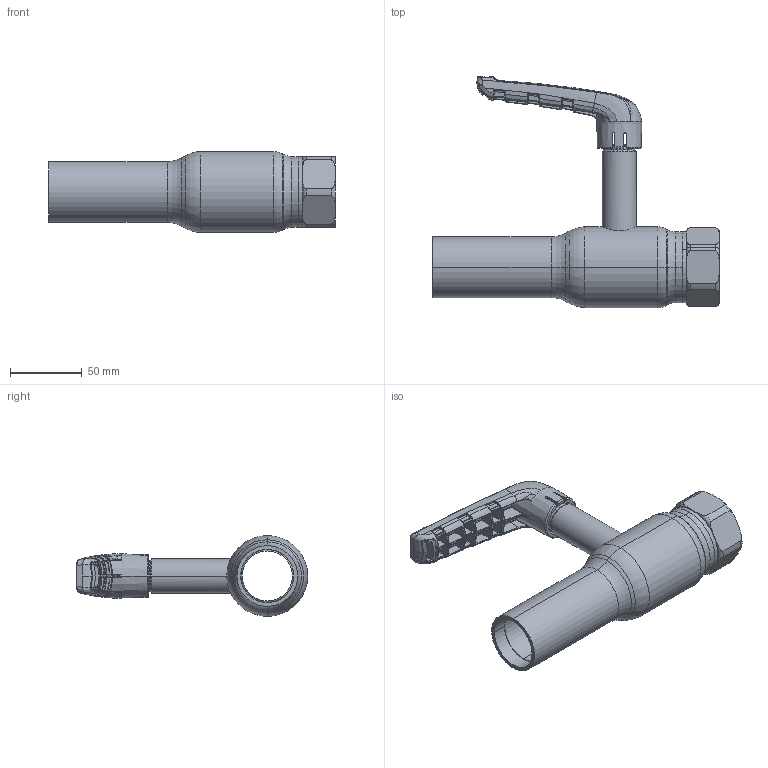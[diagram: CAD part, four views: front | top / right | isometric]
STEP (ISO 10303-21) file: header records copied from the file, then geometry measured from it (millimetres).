
FILE_DESCRIPTION (( 'STEP AP214' ), '1' );
FILE_NAME ('1032003601-2101.step', '2023-09-14T10:08:48', ( '' ), ( '' ), 'SwSTEP 2.0', 'SolidWorks 2021', '' );
FILE_SCHEMA (( 'AUTOMOTIVE_DESIGN' ));
Length unit declared in the file: millimetre
Products named in the file (1): 1032003601-2101
Bounding box: 200.5 x 161.71 x 56.5 mm (x, y, z)
Surface area: 67106.7 mm2 (no closed solid volume)
Topology: 0 solids, 7 shells, 677 faces, 2216 edges, 1428 vertices
Faces by surface type: bspline 531, plane 56, cylinder 35, torus 26, cone 21, sphere 8
Entity records: 53541 total; most frequent: CARTESIAN_POINT 31943, ORIENTED_EDGE 3558, EDGE_CURVE 2214, B_SPLINE_CURVE_WITH_KNOTS 1533, DIRECTION 1504, VERTEX_POINT 1430, EDGE_LOOP 694, UNCERTAINTY_MEASURE_WITH_UNIT 679
